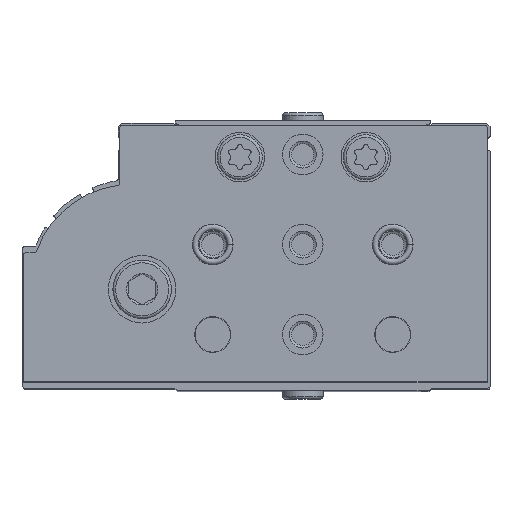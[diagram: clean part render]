
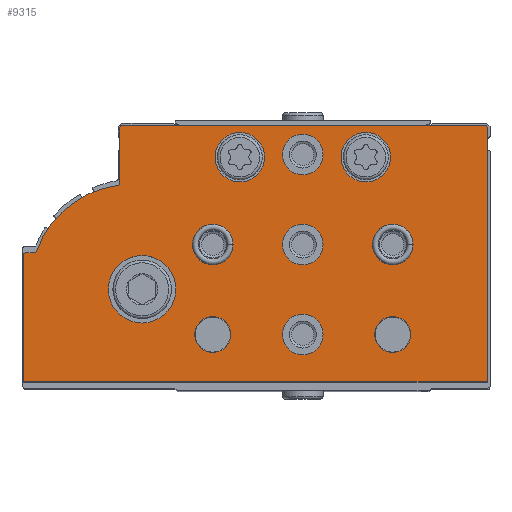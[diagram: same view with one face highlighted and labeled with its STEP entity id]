
A CAD part, top view. The second image highlights one B-rep face of the part: STEP entity #9315.
In plain terms, the highlighted face is planar.
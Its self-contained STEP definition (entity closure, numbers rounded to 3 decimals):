
#943=LINE('',#15756,#1673);
#945=LINE('',#15760,#1675);
#947=LINE('',#15764,#1677);
#950=LINE('',#15772,#1680);
#955=LINE('',#15788,#1685);
#958=LINE('',#15796,#1688);
#1673=VECTOR('',#12728,1000.);
#1675=VECTOR('',#12732,1000.);
#1677=VECTOR('',#12736,1000.);
#1680=VECTOR('',#12745,1000.);
#1685=VECTOR('',#12764,1000.);
#1688=VECTOR('',#12773,1000.);
#3587=ORIENTED_EDGE('',*,*,#5316,.T.);
#3588=ORIENTED_EDGE('',*,*,#5317,.T.);
#3589=ORIENTED_EDGE('',*,*,#5318,.T.);
#3590=ORIENTED_EDGE('',*,*,#5319,.T.);
#3591=ORIENTED_EDGE('',*,*,#5320,.T.);
#3592=ORIENTED_EDGE('',*,*,#5321,.T.);
#3593=ORIENTED_EDGE('',*,*,#5322,.T.);
#3594=ORIENTED_EDGE('',*,*,#5323,.T.);
#3595=ORIENTED_EDGE('',*,*,#5324,.T.);
#3596=ORIENTED_EDGE('',*,*,#5325,.T.);
#3597=ORIENTED_EDGE('',*,*,#5291,.F.);
#3598=ORIENTED_EDGE('',*,*,#5314,.F.);
#3599=ORIENTED_EDGE('',*,*,#5312,.F.);
#3600=ORIENTED_EDGE('',*,*,#5310,.F.);
#3601=ORIENTED_EDGE('',*,*,#5308,.T.);
#3602=ORIENTED_EDGE('',*,*,#5306,.F.);
#3603=ORIENTED_EDGE('',*,*,#5304,.T.);
#3604=ORIENTED_EDGE('',*,*,#5302,.F.);
#3605=ORIENTED_EDGE('',*,*,#5300,.F.);
#3606=ORIENTED_EDGE('',*,*,#5298,.F.);
#3607=ORIENTED_EDGE('',*,*,#5296,.F.);
#3608=ORIENTED_EDGE('',*,*,#5294,.F.);
#5291=EDGE_CURVE('',#6331,#6332,#6904,.T.);
#5294=EDGE_CURVE('',#6332,#6333,#943,.T.);
#5296=EDGE_CURVE('',#6333,#6334,#945,.T.);
#5298=EDGE_CURVE('',#6334,#6335,#947,.T.);
#5300=EDGE_CURVE('',#6335,#6336,#6905,.T.);
#5302=EDGE_CURVE('',#6336,#6337,#950,.T.);
#5304=EDGE_CURVE('',#6338,#6337,#6906,.T.);
#5306=EDGE_CURVE('',#6338,#6339,#6907,.T.);
#5308=EDGE_CURVE('',#6340,#6339,#6908,.T.);
#5310=EDGE_CURVE('',#6340,#6341,#955,.T.);
#5312=EDGE_CURVE('',#6341,#6342,#6909,.T.);
#5314=EDGE_CURVE('',#6342,#6331,#958,.T.);
#5316=EDGE_CURVE('',#6343,#6343,#6910,.T.);
#5317=EDGE_CURVE('',#6344,#6344,#6911,.T.);
#5318=EDGE_CURVE('',#6345,#6345,#6912,.T.);
#5319=EDGE_CURVE('',#6346,#6346,#6913,.T.);
#5320=EDGE_CURVE('',#6347,#6347,#6914,.T.);
#5321=EDGE_CURVE('',#6348,#6348,#6915,.T.);
#5322=EDGE_CURVE('',#6349,#6349,#6916,.T.);
#5323=EDGE_CURVE('',#6350,#6350,#6917,.T.);
#5324=EDGE_CURVE('',#6351,#6351,#6918,.T.);
#5325=EDGE_CURVE('',#6352,#6352,#6919,.T.);
#6331=VERTEX_POINT('',#15751);
#6332=VERTEX_POINT('',#15752);
#6333=VERTEX_POINT('',#15757);
#6334=VERTEX_POINT('',#15761);
#6335=VERTEX_POINT('',#15765);
#6336=VERTEX_POINT('',#15769);
#6337=VERTEX_POINT('',#15773);
#6338=VERTEX_POINT('',#15777);
#6339=VERTEX_POINT('',#15781);
#6340=VERTEX_POINT('',#15785);
#6341=VERTEX_POINT('',#15789);
#6342=VERTEX_POINT('',#15793);
#6343=VERTEX_POINT('',#15800);
#6344=VERTEX_POINT('',#15802);
#6345=VERTEX_POINT('',#15804);
#6346=VERTEX_POINT('',#15806);
#6347=VERTEX_POINT('',#15808);
#6348=VERTEX_POINT('',#15810);
#6349=VERTEX_POINT('',#15812);
#6350=VERTEX_POINT('',#15814);
#6351=VERTEX_POINT('',#15816);
#6352=VERTEX_POINT('',#15818);
#6904=CIRCLE('',#10416,0.5);
#6905=CIRCLE('',#10421,0.5);
#6906=CIRCLE('',#10424,0.5);
#6907=CIRCLE('',#10426,22.5);
#6908=CIRCLE('',#10428,0.5);
#6909=CIRCLE('',#10431,0.5);
#6910=CIRCLE('',#10434,7.5);
#6911=CIRCLE('',#10435,4.5);
#6912=CIRCLE('',#10436,5.5);
#6913=CIRCLE('',#10437,5.5);
#6914=CIRCLE('',#10438,4.5);
#6915=CIRCLE('',#10439,4.5);
#6916=CIRCLE('',#10440,4.5);
#6917=CIRCLE('',#10441,4.);
#6918=CIRCLE('',#10442,4.5);
#6919=CIRCLE('',#10443,4.);
#7572=EDGE_LOOP('',(#3587));
#7573=EDGE_LOOP('',(#3588));
#7574=EDGE_LOOP('',(#3589));
#7575=EDGE_LOOP('',(#3590));
#7576=EDGE_LOOP('',(#3591));
#7577=EDGE_LOOP('',(#3592));
#7578=EDGE_LOOP('',(#3593));
#7579=EDGE_LOOP('',(#3594));
#7580=EDGE_LOOP('',(#3595));
#7581=EDGE_LOOP('',(#3596));
#7582=EDGE_LOOP('',(#3597,#3598,#3599,#3600,#3601,#3602,#3603,#3604,#3605,
#3606,#3607,#3608));
#8364=FACE_BOUND('',#7572,.T.);
#8365=FACE_BOUND('',#7573,.T.);
#8366=FACE_BOUND('',#7574,.T.);
#8367=FACE_BOUND('',#7575,.T.);
#8368=FACE_BOUND('',#7576,.T.);
#8369=FACE_BOUND('',#7577,.T.);
#8370=FACE_BOUND('',#7578,.T.);
#8371=FACE_BOUND('',#7579,.T.);
#8372=FACE_BOUND('',#7580,.T.);
#8373=FACE_BOUND('',#7581,.T.);
#8374=FACE_BOUND('',#7582,.T.);
#8871=PLANE('',#10433);
#9315=ADVANCED_FACE('',(#8364,#8365,#8366,#8367,#8368,#8369,#8370,#8371,
#8372,#8373,#8374),#8871,.F.);
#10416=AXIS2_PLACEMENT_3D('',#15750,#12722,#12723);
#10421=AXIS2_PLACEMENT_3D('',#15768,#12740,#12741);
#10424=AXIS2_PLACEMENT_3D('',#15776,#12749,#12750);
#10426=AXIS2_PLACEMENT_3D('',#15780,#12754,#12755);
#10428=AXIS2_PLACEMENT_3D('',#15784,#12759,#12760);
#10431=AXIS2_PLACEMENT_3D('',#15792,#12768,#12769);
#10433=AXIS2_PLACEMENT_3D('',#15798,#12775,#12776);
#10434=AXIS2_PLACEMENT_3D('',#15799,#12777,#12778);
#10435=AXIS2_PLACEMENT_3D('',#15801,#12779,#12780);
#10436=AXIS2_PLACEMENT_3D('',#15803,#12781,#12782);
#10437=AXIS2_PLACEMENT_3D('',#15805,#12783,#12784);
#10438=AXIS2_PLACEMENT_3D('',#15807,#12785,#12786);
#10439=AXIS2_PLACEMENT_3D('',#15809,#12787,#12788);
#10440=AXIS2_PLACEMENT_3D('',#15811,#12789,#12790);
#10441=AXIS2_PLACEMENT_3D('',#15813,#12791,#12792);
#10442=AXIS2_PLACEMENT_3D('',#15815,#12793,#12794);
#10443=AXIS2_PLACEMENT_3D('',#15817,#12795,#12796);
#12722=DIRECTION('',(0.,0.,1.));
#12723=DIRECTION('',(1.,0.,0.));
#12728=DIRECTION('',(0.,-1.,0.));
#12732=DIRECTION('',(1.,0.,0.));
#12736=DIRECTION('',(0.,1.,0.));
#12740=DIRECTION('',(0.,0.,1.));
#12741=DIRECTION('',(1.,0.,0.));
#12745=DIRECTION('',(-1.,0.,0.));
#12749=DIRECTION('',(0.,0.,1.));
#12750=DIRECTION('',(1.,0.,0.));
#12754=DIRECTION('',(0.,0.,1.));
#12755=DIRECTION('',(1.,0.,0.));
#12759=DIRECTION('',(0.,0.,1.));
#12760=DIRECTION('',(1.,0.,0.));
#12764=DIRECTION('',(0.,1.,0.));
#12768=DIRECTION('',(0.,0.,1.));
#12769=DIRECTION('',(1.,0.,0.));
#12773=DIRECTION('',(-1.,0.,0.));
#12775=DIRECTION('',(0.,0.,1.));
#12776=DIRECTION('',(1.,0.,0.));
#12777=DIRECTION('',(0.,0.,1.));
#12778=DIRECTION('',(1.,0.,0.));
#12779=DIRECTION('',(0.,0.,1.));
#12780=DIRECTION('',(1.,0.,0.));
#12781=DIRECTION('',(0.,0.,1.));
#12782=DIRECTION('',(1.,0.,0.));
#12783=DIRECTION('',(0.,0.,1.));
#12784=DIRECTION('',(1.,0.,0.));
#12785=DIRECTION('',(0.,0.,1.));
#12786=DIRECTION('',(1.,0.,0.));
#12787=DIRECTION('',(0.,0.,1.));
#12788=DIRECTION('',(1.,0.,0.));
#12789=DIRECTION('',(0.,0.,1.));
#12790=DIRECTION('',(1.,0.,0.));
#12791=DIRECTION('',(0.,0.,1.));
#12792=DIRECTION('',(1.,0.,0.));
#12793=DIRECTION('',(0.,0.,1.));
#12794=DIRECTION('',(1.,0.,0.));
#12795=DIRECTION('',(0.,0.,1.));
#12796=DIRECTION('',(1.,0.,0.));
#15750=CARTESIAN_POINT('',(0.5,56.5,0.));
#15751=CARTESIAN_POINT('',(0.5,57.,0.));
#15752=CARTESIAN_POINT('',(0.,56.5,0.));
#15756=CARTESIAN_POINT('',(0.,56.5,0.));
#15757=CARTESIAN_POINT('',(0.,0.,0.));
#15760=CARTESIAN_POINT('',(0.,0.,0.));
#15761=CARTESIAN_POINT('',(103.,0.,0.));
#15764=CARTESIAN_POINT('',(103.,0.,0.));
#15765=CARTESIAN_POINT('',(103.,28.2,0.));
#15768=CARTESIAN_POINT('',(102.5,28.2,0.));
#15769=CARTESIAN_POINT('',(102.5,28.7,0.));
#15772=CARTESIAN_POINT('',(102.5,28.7,0.));
#15773=CARTESIAN_POINT('',(100.637,28.7,0.));
#15776=CARTESIAN_POINT('',(100.637,29.2,0.));
#15777=CARTESIAN_POINT('',(100.167,29.03,0.));
#15780=CARTESIAN_POINT('',(79.,21.4,0.));
#15781=CARTESIAN_POINT('',(82.033,43.695,0.));
#15784=CARTESIAN_POINT('',(82.1,44.19,0.));
#15785=CARTESIAN_POINT('',(81.6,44.19,0.));
#15788=CARTESIAN_POINT('',(81.6,44.19,0.));
#15789=CARTESIAN_POINT('',(81.6,56.5,0.));
#15792=CARTESIAN_POINT('',(81.1,56.5,0.));
#15793=CARTESIAN_POINT('',(81.1,57.,0.));
#15796=CARTESIAN_POINT('',(81.1,57.,0.));
#15798=CARTESIAN_POINT('',(0.5,56.5,0.));
#15799=CARTESIAN_POINT('',(76.65,20.6,0.));
#15800=CARTESIAN_POINT('',(84.15,20.6,0.));
#15801=CARTESIAN_POINT('',(40.95,50.55,0.));
#15802=CARTESIAN_POINT('',(45.45,50.55,0.));
#15803=CARTESIAN_POINT('',(54.95,49.95,0.));
#15804=CARTESIAN_POINT('',(60.45,49.95,0.));
#15805=CARTESIAN_POINT('',(26.95,49.95,0.));
#15806=CARTESIAN_POINT('',(32.45,49.95,0.));
#15807=CARTESIAN_POINT('',(60.95,30.55,0.));
#15808=CARTESIAN_POINT('',(65.45,30.55,0.));
#15809=CARTESIAN_POINT('',(40.95,30.55,0.));
#15810=CARTESIAN_POINT('',(45.45,30.55,0.));
#15811=CARTESIAN_POINT('',(20.95,30.55,0.));
#15812=CARTESIAN_POINT('',(25.45,30.55,0.));
#15813=CARTESIAN_POINT('',(60.95,10.55,0.));
#15814=CARTESIAN_POINT('',(64.95,10.55,0.));
#15815=CARTESIAN_POINT('',(40.95,10.55,0.));
#15816=CARTESIAN_POINT('',(45.45,10.55,0.));
#15817=CARTESIAN_POINT('',(20.95,10.55,0.));
#15818=CARTESIAN_POINT('',(24.95,10.55,0.));
